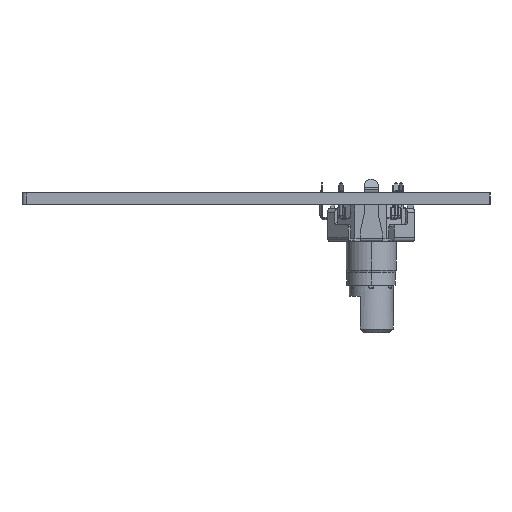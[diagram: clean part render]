
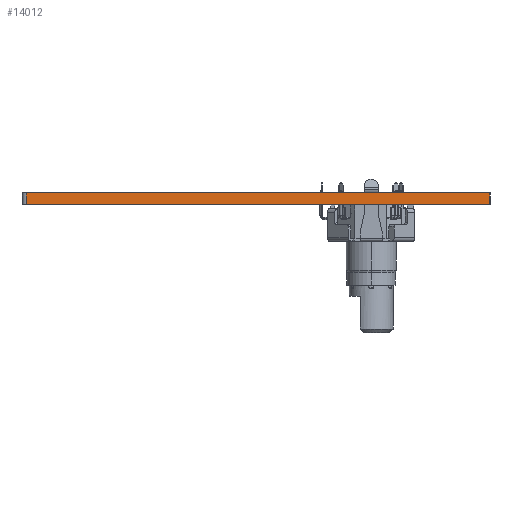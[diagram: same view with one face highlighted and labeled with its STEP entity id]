
A CAD part, left-side view. The second image highlights one B-rep face of the part: STEP entity #14012.
In plain terms, the highlighted planar face has unit normal (-1, 0, 0).
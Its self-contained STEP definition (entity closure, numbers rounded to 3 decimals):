
#12557 = VERTEX_POINT('',#12558);
#12558 = CARTESIAN_POINT('',(96.684,-75.099,0.));
#12565 = EDGE_CURVE('',#12566,#12557,#12568,.T.);
#12566 = VERTEX_POINT('',#12567);
#12567 = CARTESIAN_POINT('',(96.684,-138.499,0.));
#12568 = LINE('',#12569,#12570);
#12569 = CARTESIAN_POINT('',(96.684,-138.499,0.));
#12570 = VECTOR('',#12571,1.);
#12571 = DIRECTION('',(0.,1.,0.));
#13258 = VERTEX_POINT('',#13259);
#13259 = CARTESIAN_POINT('',(96.684,-75.099,1.6));
#13266 = EDGE_CURVE('',#13267,#13258,#13269,.T.);
#13267 = VERTEX_POINT('',#13268);
#13268 = CARTESIAN_POINT('',(96.684,-138.499,1.6));
#13269 = LINE('',#13270,#13271);
#13270 = CARTESIAN_POINT('',(96.684,-138.499,1.6));
#13271 = VECTOR('',#13272,1.);
#13272 = DIRECTION('',(0.,1.,0.));
#13982 = EDGE_CURVE('',#12557,#13258,#13983,.T.);
#13983 = LINE('',#13984,#13985);
#13984 = CARTESIAN_POINT('',(96.684,-75.099,0.));
#13985 = VECTOR('',#13986,1.);
#13986 = DIRECTION('',(0.,0.,1.));
#14012 = ADVANCED_FACE('',(#14013),#14024,.T.);
#14013 = FACE_BOUND('',#14014,.T.);
#14014 = EDGE_LOOP('',(#14015,#14021,#14022,#14023));
#14015 = ORIENTED_EDGE('',*,*,#14016,.T.);
#14016 = EDGE_CURVE('',#12566,#13267,#14017,.T.);
#14017 = LINE('',#14018,#14019);
#14018 = CARTESIAN_POINT('',(96.684,-138.499,0.));
#14019 = VECTOR('',#14020,1.);
#14020 = DIRECTION('',(0.,0.,1.));
#14021 = ORIENTED_EDGE('',*,*,#13266,.T.);
#14022 = ORIENTED_EDGE('',*,*,#13982,.F.);
#14023 = ORIENTED_EDGE('',*,*,#12565,.F.);
#14024 = PLANE('',#14025);
#14025 = AXIS2_PLACEMENT_3D('',#14026,#14027,#14028);
#14026 = CARTESIAN_POINT('',(96.684,-138.499,0.));
#14027 = DIRECTION('',(-1.,0.,0.));
#14028 = DIRECTION('',(0.,1.,0.));
